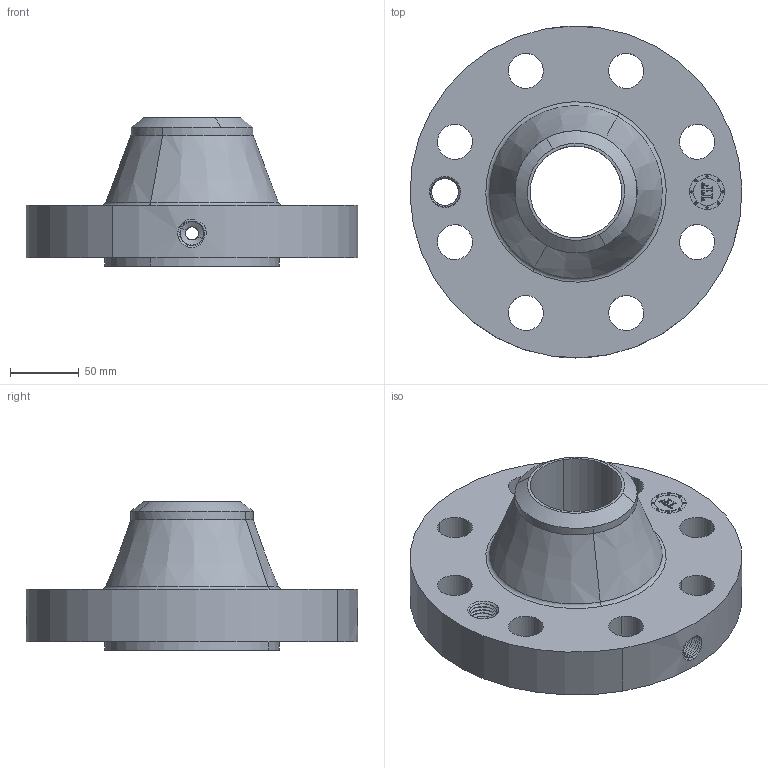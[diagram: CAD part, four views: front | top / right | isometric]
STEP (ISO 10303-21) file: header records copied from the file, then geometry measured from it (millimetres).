
FILE_DESCRIPTION(('3D STEP'),'2;1');
FILE_NAME('3-900-RF-WELD-NECK-160-ORIF-FLANGE.stp','2013-11-02T20:20:59+00:00',('Texas Flange'),(''),'CATIA Version 5 Release 20 SP 6 (IN-10)','CATIA V5 STEP AP214','800-826-3801');
FILE_SCHEMA(('AUTOMOTIVE_DESIGN { 1 0 10303 214 1 1 1 1 }'));
Length unit declared in the file: inch
Products named in the file (1): 3-900-RF-WELD-NECK-160-ORIF-FLANGE
Bounding box: 241.23 x 241.3 x 107.95 mm (x, y, z)
Volume: 1796584 mm3; surface area: 179537.8 mm2
Topology: 1 solids, 1 shells, 759 faces, 2062 edges, 1324 vertices
Faces by surface type: plane 369, bspline 246, cylinder 90, cone 48, revolution 4, torus 2
Entity records: 31865 total; most frequent: CARTESIAN_POINT 12882, ORIENTED_EDGE 4124, DIRECTION 2065, EDGE_CURVE 2062, VERTEX_POINT 1324, VECTOR 1179, LINE 1179, EDGE_LOOP 802
